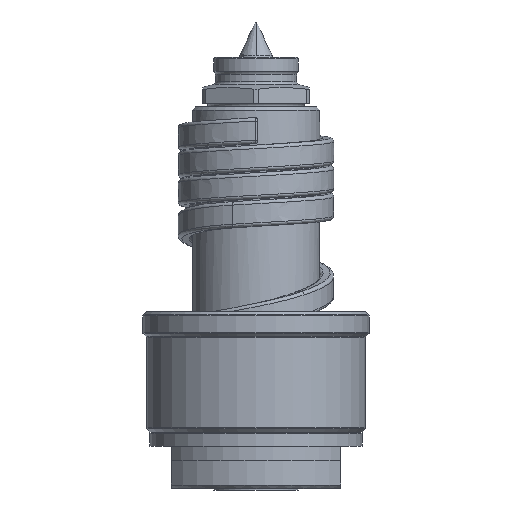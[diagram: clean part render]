
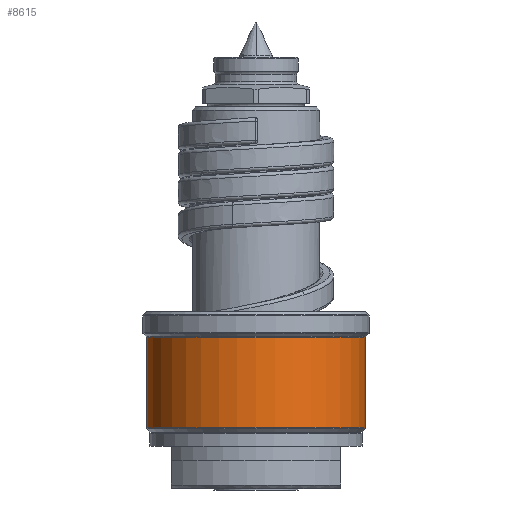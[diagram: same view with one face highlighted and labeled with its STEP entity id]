
A CAD part, front view. The second image highlights one B-rep face of the part: STEP entity #8615.
In plain terms, the highlighted cylindrical face has radius 15.5 mm (diameter 31 mm), a partial arc.
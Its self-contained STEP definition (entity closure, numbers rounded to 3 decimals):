
#2025=CARTESIAN_POINT('',(0.,0.,8.583));
#2026=DIRECTION('',(0.,0.,1.));
#2027=DIRECTION('',(-1.,0.,0.));
#2028=AXIS2_PLACEMENT_3D('',#2025,#2026,#2027);
#2030=DIRECTION('',(0.,0.,-1.));
#2031=VECTOR('',#2030,12.835);
#2032=CARTESIAN_POINT('',(-15.5,0.,21.417));
#2033=LINE('',#2032,#2031);
#2034=CARTESIAN_POINT('',(0.,0.,21.417));
#2035=DIRECTION('',(0.,0.,1.));
#2036=DIRECTION('',(-1.,0.,0.));
#2037=AXIS2_PLACEMENT_3D('',#2034,#2035,#2036);
#2039=DIRECTION('',(0.,0.,-1.));
#2040=VECTOR('',#2039,12.835);
#2041=CARTESIAN_POINT('',(15.5,0.,21.417));
#2042=LINE('',#2041,#2040);
#5809=CARTESIAN_POINT('',(15.5,0.,21.417));
#5810=CARTESIAN_POINT('',(-15.5,0.,21.417));
#5811=VERTEX_POINT('',#5809);
#5812=VERTEX_POINT('',#5810);
#5835=CARTESIAN_POINT('',(15.5,0.,8.583));
#5836=VERTEX_POINT('',#5835);
#5837=CARTESIAN_POINT('',(-15.5,0.,8.583));
#5838=VERTEX_POINT('',#5837);
#8603=CARTESIAN_POINT('',(0.,0.,7.15));
#8604=DIRECTION('',(0.,0.,1.));
#8605=DIRECTION('',(-1.,0.,0.));
#8606=AXIS2_PLACEMENT_3D('',#8603,#8604,#8605);
#8607=CYLINDRICAL_SURFACE('',#8606,15.5);
#8608=ORIENTED_EDGE('',*,*,#8575,.F.);
#8609=ORIENTED_EDGE('',*,*,#8593,.F.);
#8611=ORIENTED_EDGE('',*,*,#8610,.T.);
#8612=ORIENTED_EDGE('',*,*,#8589,.T.);
#8613=EDGE_LOOP('',(#8608,#8609,#8611,#8612));
#8614=FACE_OUTER_BOUND('',#8613,.F.);
#2029=CIRCLE('',#2028,15.5);
#2038=CIRCLE('',#2037,15.5);
#8575=EDGE_CURVE('',#5838,#5836,#2029,.T.);
#8589=EDGE_CURVE('',#5811,#5836,#2042,.T.);
#8593=EDGE_CURVE('',#5812,#5838,#2033,.T.);
#8610=EDGE_CURVE('',#5812,#5811,#2038,.T.);
#8615=ADVANCED_FACE('',(#8614),#8607,.T.);
